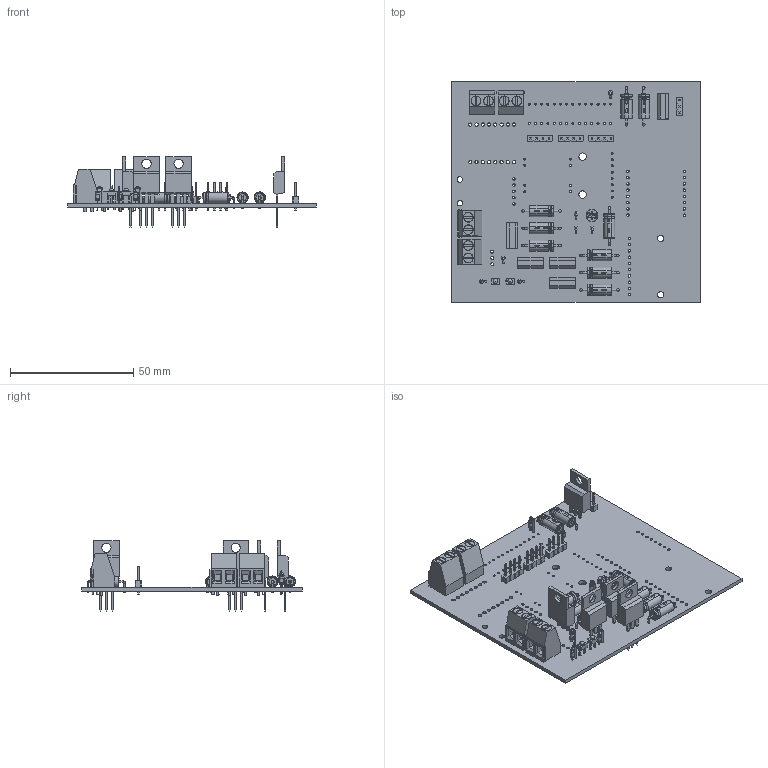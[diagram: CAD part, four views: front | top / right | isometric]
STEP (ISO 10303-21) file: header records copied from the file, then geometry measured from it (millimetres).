
FILE_DESCRIPTION(('KiCad electronic assembly'),'2;1');
FILE_NAME('Patrol Bot Circuitry.step','2021-12-21T17:58:01',('An Author' ),('A Company'),'Open CASCADE STEP processor 7.5', 'KiCad to STEP converter','Unknown');
FILE_SCHEMA(('AUTOMOTIVE_DESIGN { 1 0 10303 214 1 1 1 1 }'));
Length unit declared in the file: millimetre
Products named in the file (18): Open CASCADE STEP translator 7.5 1; LED_D1.8mm_W3.3mm_H2.4mm; SOLID; PinHeader_1x04_P2.54mm_Vertical; TO-220-3_Vertical; R_Axial_DIN0204_L3.6mm_D1.6mm_P1.90mm_Vertical; PinHeader_1x03_P2.54mm_Vertical; TerminalBlock_Phoenix_MKDS-1,5-2-5.08_1x02_P5.08mm_Horizontal; R_LDR_4.9x4.2mm_P2.54mm_Vertical; COMPOUND; CP_Axial_L10.0mm_D4.5mm_P15.00mm_Horizontal
Assembly tree (41 placements, depth 3):
  Open CASCADE STEP translator 7.5 1
    LED_D1.8mm_W3.3mm_H2.4mm  x2
      SOLID
    PinHeader_1x04_P2.54mm_Vertical  x3
      SOLID
    TO-220-3_Vertical  x5
      SOLID
    R_Axial_DIN0204_L3.6mm_D1.6mm_P1.90mm_Vertical  x7
      SOLID
    PinHeader_1x03_P2.54mm_Vertical
      SOLID
    TerminalBlock_Phoenix_MKDS-1,5-2-5.08_1x02_P5.08mm_Horizontal  x4
      SOLID
    R_LDR_4.9x4.2mm_P2.54mm_Vertical
      COMPOUND
    CP_Axial_L10.0mm_D4.5mm_P15.00mm_Horizontal  x9
      SOLID
    COMPOUND
Bounding box: 101 x 89.5 x 28.52 mm (x, y, z)
Volume: 22574 mm3; surface area: 30962.2 mm2
Topology: 34 solids, 43 shells, 1943 faces, 4888 edges, 3160 vertices
Faces by surface type: plane 1276, cylinder 497, bspline 68, revolution 56, torus 46
Full cylindrical faces by diameter (mm): 0.5 x32, 0.7 x59, 0.762 x8, 0.8 x10, 0.82 x28, 0.9 x4, 1 x64, 1.1 x15, 1.125 x18, 1.24 x3, 1.3 x8, 1.32 x16, 1.44 x7, 1.6 x14, 1.8 x2, 2.2 x2, 2.5 x2, 3 x2, 3.735 x5, 3.8 x8, 4 x8
Entity records: 47922 total; most frequent: CARTESIAN_POINT 8728, DIRECTION 6790, LINE 4001, VECTOR 4001, ORIENTED_EDGE 3388, PCURVE 3388, DEFINITIONAL_REPRESENTATION 3388, EDGE_CURVE 1694
